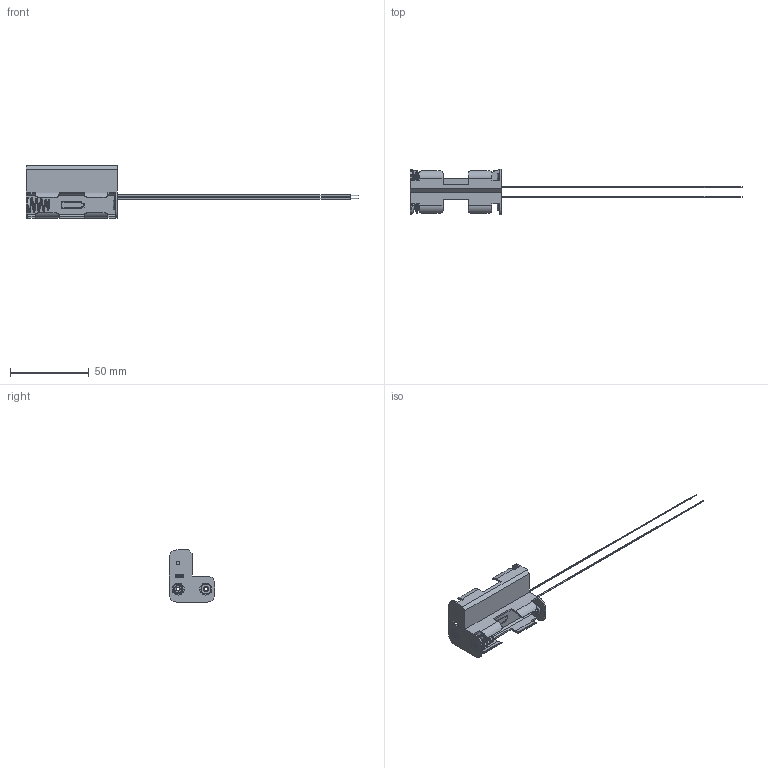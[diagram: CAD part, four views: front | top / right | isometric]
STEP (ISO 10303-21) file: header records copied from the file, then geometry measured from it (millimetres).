
FILE_DESCRIPTION (( 'STEP AP214' ), '1' );
FILE_NAME ('BC3AAGW.STEP', '2019-12-04T07:01:35', ( '' ), ( '' ), 'SwSTEP 2.0', 'SolidWorks 2016', '' );
FILE_SCHEMA (( 'AUTOMOTIVE_DESIGN' ));
Length unit declared in the file: millimetre
Products named in the file (1): BC3AAGW
Bounding box: 210.2 x 29 x 33 mm (x, y, z)
Volume: 8665.4 mm3; surface area: 14485.7 mm2
Topology: 12 solids, 12 shells, 404 faces, 991 edges, 641 vertices
Faces by surface type: plane 186, cylinder 148, torus 58, bspline 12
Entity records: 19130 total; most frequent: CARTESIAN_POINT 9185, DIRECTION 2113, ORIENTED_EDGE 1982, EDGE_CURVE 991, AXIS2_PLACEMENT_3D 793, VERTEX_POINT 641, VECTOR 527, LINE 527
